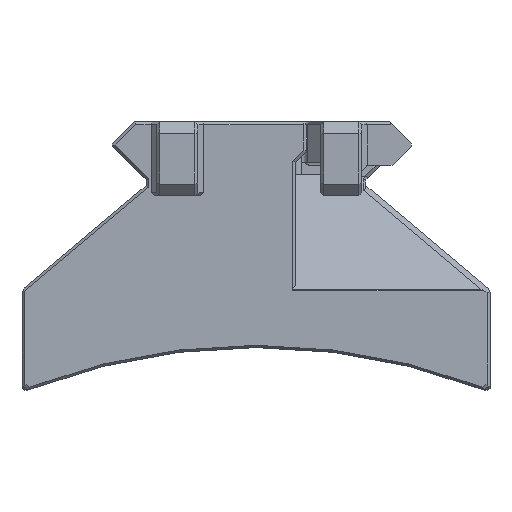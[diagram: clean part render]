
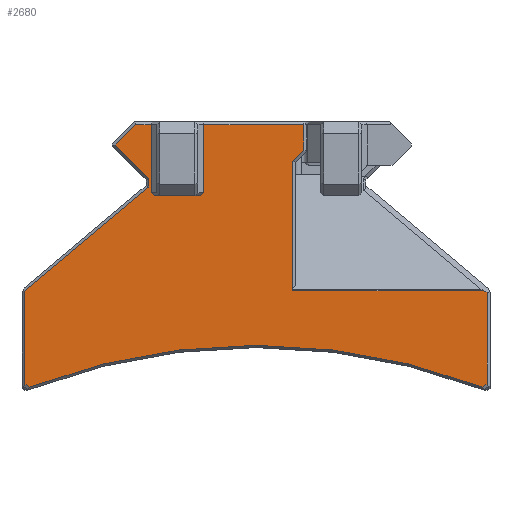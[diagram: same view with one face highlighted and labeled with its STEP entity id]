
A CAD part, front view. The second image highlights one B-rep face of the part: STEP entity #2680.
In plain terms, the highlighted planar face has unit normal (0, -1, 0).
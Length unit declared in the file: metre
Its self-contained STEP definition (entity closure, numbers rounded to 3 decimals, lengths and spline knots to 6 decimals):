
#36=CIRCLE('',#2853,0.1085);
#53=B_SPLINE_CURVE_WITH_KNOTS('',3,(#3702,#3703,#3704,#3705),
 .UNSPECIFIED.,.F.,.F.,(4,4),(0.,1.),.UNSPECIFIED.);
#54=B_SPLINE_CURVE_WITH_KNOTS('',3,(#3709,#3710,#3711,#3712),
 .UNSPECIFIED.,.F.,.F.,(4,4),(0.,1.),.UNSPECIFIED.);
#108=ORIENTED_EDGE('',*,*,#912,.T.);
#109=ORIENTED_EDGE('',*,*,#913,.T.);
#110=ORIENTED_EDGE('',*,*,#914,.T.);
#111=ORIENTED_EDGE('',*,*,#915,.T.);
#112=ORIENTED_EDGE('',*,*,#916,.T.);
#113=ORIENTED_EDGE('',*,*,#917,.T.);
#114=ORIENTED_EDGE('',*,*,#918,.T.);
#115=ORIENTED_EDGE('',*,*,#919,.T.);
#116=ORIENTED_EDGE('',*,*,#920,.T.);
#117=ORIENTED_EDGE('',*,*,#921,.T.);
#118=ORIENTED_EDGE('',*,*,#922,.T.);
#119=ORIENTED_EDGE('',*,*,#923,.T.);
#120=ORIENTED_EDGE('',*,*,#924,.T.);
#121=ORIENTED_EDGE('',*,*,#925,.F.);
#122=ORIENTED_EDGE('',*,*,#926,.T.);
#123=ORIENTED_EDGE('',*,*,#927,.T.);
#124=ORIENTED_EDGE('',*,*,#928,.T.);
#125=ORIENTED_EDGE('',*,*,#929,.T.);
#126=ORIENTED_EDGE('',*,*,#930,.T.);
#127=ORIENTED_EDGE('',*,*,#931,.T.);
#128=ORIENTED_EDGE('',*,*,#932,.T.);
#912=EDGE_CURVE('',#1314,#1315,#1559,.T.);
#913=EDGE_CURVE('',#1315,#1316,#53,.T.);
#914=EDGE_CURVE('',#1316,#1317,#36,.F.);
#915=EDGE_CURVE('',#1317,#1318,#54,.T.);
#916=EDGE_CURVE('',#1318,#1319,#1560,.T.);
#917=EDGE_CURVE('',#1319,#1320,#1561,.T.);
#918=EDGE_CURVE('',#1320,#1321,#1562,.T.);
#919=EDGE_CURVE('',#1321,#1322,#1563,.T.);
#920=EDGE_CURVE('',#1322,#1323,#1564,.T.);
#921=EDGE_CURVE('',#1323,#1324,#1565,.T.);
#922=EDGE_CURVE('',#1324,#1325,#1566,.T.);
#923=EDGE_CURVE('',#1325,#1326,#1567,.T.);
#924=EDGE_CURVE('',#1326,#1327,#1568,.T.);
#925=EDGE_CURVE('',#1328,#1327,#1569,.T.);
#926=EDGE_CURVE('',#1328,#1329,#1570,.F.);
#927=EDGE_CURVE('',#1329,#1330,#1571,.T.);
#928=EDGE_CURVE('',#1330,#1331,#1572,.T.);
#929=EDGE_CURVE('',#1331,#1332,#1573,.T.);
#930=EDGE_CURVE('',#1332,#1333,#1574,.T.);
#931=EDGE_CURVE('',#1333,#1334,#1575,.T.);
#932=EDGE_CURVE('',#1334,#1314,#1576,.T.);
#1314=VERTEX_POINT('',#3700);
#1315=VERTEX_POINT('',#3701);
#1316=VERTEX_POINT('',#3706);
#1317=VERTEX_POINT('',#3708);
#1318=VERTEX_POINT('',#3713);
#1319=VERTEX_POINT('',#3715);
#1320=VERTEX_POINT('',#3717);
#1321=VERTEX_POINT('',#3719);
#1322=VERTEX_POINT('',#3721);
#1323=VERTEX_POINT('',#3723);
#1324=VERTEX_POINT('',#3725);
#1325=VERTEX_POINT('',#3727);
#1326=VERTEX_POINT('',#3729);
#1327=VERTEX_POINT('',#3731);
#1328=VERTEX_POINT('',#3733);
#1329=VERTEX_POINT('',#3735);
#1330=VERTEX_POINT('',#3737);
#1331=VERTEX_POINT('',#3739);
#1332=VERTEX_POINT('',#3741);
#1333=VERTEX_POINT('',#3743);
#1334=VERTEX_POINT('',#3745);
#1559=LINE('',#3699,#1896);
#1560=LINE('',#3714,#1897);
#1561=LINE('',#3716,#1898);
#1562=LINE('',#3718,#1899);
#1563=LINE('',#3720,#1900);
#1564=LINE('',#3722,#1901);
#1565=LINE('',#3724,#1902);
#1566=LINE('',#3726,#1903);
#1567=LINE('',#3728,#1904);
#1568=LINE('',#3730,#1905);
#1569=LINE('',#3732,#1906);
#1570=LINE('',#3734,#1907);
#1571=LINE('',#3736,#1908);
#1572=LINE('',#3738,#1909);
#1573=LINE('',#3740,#1910);
#1574=LINE('',#3742,#1911);
#1575=LINE('',#3744,#1912);
#1576=LINE('',#3746,#1913);
#1896=VECTOR('',#3028,1.);
#1897=VECTOR('',#3031,1.);
#1898=VECTOR('',#3032,1.);
#1899=VECTOR('',#3033,1.);
#1900=VECTOR('',#3034,1.);
#1901=VECTOR('',#3035,1.);
#1902=VECTOR('',#3036,1.);
#1903=VECTOR('',#3037,1.);
#1904=VECTOR('',#3038,1.);
#1905=VECTOR('',#3039,1.);
#1906=VECTOR('',#3040,1.);
#1907=VECTOR('',#3041,1.);
#1908=VECTOR('',#3042,1.);
#1909=VECTOR('',#3043,1.);
#1910=VECTOR('',#3044,1.);
#1911=VECTOR('',#3045,1.);
#1912=VECTOR('',#3046,1.);
#1913=VECTOR('',#3047,1.);
#2227=EDGE_LOOP('',(#108,#109,#110,#111,#112,#113,#114,#115,#116,#117,#118,
#119,#120,#121,#122,#123,#124,#125,#126,#127,#128));
#2386=FACE_BOUND('',#2227,.T.);
#2545=PLANE('',#2852);
#2680=ADVANCED_FACE('',(#2386),#2545,.T.);
#2852=AXIS2_PLACEMENT_3D('',#3698,#3026,#3027);
#2853=AXIS2_PLACEMENT_3D('',#3707,#3029,#3030);
#3026=DIRECTION('',(0.,-1.,0.));
#3027=DIRECTION('',(1.,0.,0.));
#3028=DIRECTION('',(0.,0.,-1.));
#3029=DIRECTION('',(0.,-1.,0.));
#3030=DIRECTION('',(0.,0.,-1.));
#3031=DIRECTION('',(0.,0.,1.));
#3032=DIRECTION('',(-0.899,0.,0.439));
#3033=DIRECTION('',(-1.,0.,0.));
#3034=DIRECTION('',(0.,0.,1.));
#3035=DIRECTION('',(0.707,0.,0.707));
#3036=DIRECTION('',(0.,0.,1.));
#3037=DIRECTION('',(-1.,0.,0.));
#3038=DIRECTION('',(0.,0.,-1.));
#3039=DIRECTION('',(-0.816,0.,-0.577));
#3040=DIRECTION('',(1.,0.,0.));
#3041=DIRECTION('',(0.816,0.,-0.577));
#3042=DIRECTION('',(0.,0.,1.));
#3043=DIRECTION('',(-1.,0.,0.));
#3044=DIRECTION('',(-0.707,0.,-0.707));
#3045=DIRECTION('',(0.707,0.,-0.707));
#3046=DIRECTION('',(0.,0.,-1.));
#3047=DIRECTION('',(-0.766,0.,-0.643));
#3698=CARTESIAN_POINT('',(-0.007201,-0.06,-0.001219));
#3699=CARTESIAN_POINT('',(-0.0395,-0.06,-0.037469));
#3700=CARTESIAN_POINT('',(-0.0395,-0.06,-0.020022));
#3701=CARTESIAN_POINT('',(-0.0395,-0.06,-0.035936));
#3702=CARTESIAN_POINT('',(-0.0395,-0.06,-0.035936));
#3703=CARTESIAN_POINT('',(-0.039227,-0.06,-0.036097));
#3704=CARTESIAN_POINT('',(-0.038953,-0.06,-0.036257));
#3705=CARTESIAN_POINT('',(-0.03868,-0.06,-0.036418));
#3706=CARTESIAN_POINT('',(-0.03868,-0.06,-0.036418));
#3707=CARTESIAN_POINT('',(0.,-0.06,-0.137789));
#3708=CARTESIAN_POINT('',(0.03868,-0.06,-0.036418));
#3709=CARTESIAN_POINT('',(0.03868,-0.06,-0.036418));
#3710=CARTESIAN_POINT('',(0.038953,-0.06,-0.036257));
#3711=CARTESIAN_POINT('',(0.039227,-0.06,-0.036097));
#3712=CARTESIAN_POINT('',(0.0395,-0.06,-0.035936));
#3713=CARTESIAN_POINT('',(0.0395,-0.06,-0.035936));
#3714=CARTESIAN_POINT('',(0.0395,-0.06,-0.001219));
#3715=CARTESIAN_POINT('',(0.0395,-0.06,-0.020234));
#3716=CARTESIAN_POINT('',(-0.005705,-0.06,0.001845));
#3717=CARTESIAN_POINT('',(0.038898,-0.06,-0.01994));
#3718=CARTESIAN_POINT('',(-0.007201,-0.06,-0.01994));
#3719=CARTESIAN_POINT('',(0.00625,-0.06,-0.01994));
#3720=CARTESIAN_POINT('',(0.00625,-0.06,0.00195));
#3721=CARTESIAN_POINT('',(0.00625,-0.06,0.002157));
#3722=CARTESIAN_POINT('',(0.008296,-0.06,0.004203));
#3723=CARTESIAN_POINT('',(0.00815,-0.06,0.004057));
#3724=CARTESIAN_POINT('',(0.00815,-0.06,-0.001219));
#3725=CARTESIAN_POINT('',(0.00815,-0.06,0.00845));
#3726=CARTESIAN_POINT('',(-0.009636,-0.06,0.00845));
#3727=CARTESIAN_POINT('',(-0.008928,-0.06,0.00845));
#3728=CARTESIAN_POINT('',(-0.008928,-0.06,-0.001219));
#3729=CARTESIAN_POINT('',(-0.008928,-0.06,-0.00325));
#3730=CARTESIAN_POINT('',(-0.013733,-0.06,-0.006648));
#3731=CARTESIAN_POINT('',(-0.009636,-0.06,-0.00375));
#3732=CARTESIAN_POINT('',(-0.016928,-0.06,-0.00375));
#3733=CARTESIAN_POINT('',(-0.017221,-0.06,-0.00375));
#3734=CARTESIAN_POINT('',(-0.015457,-0.06,-0.004998));
#3735=CARTESIAN_POINT('',(-0.017928,-0.06,-0.00325));
#3736=CARTESIAN_POINT('',(-0.017928,-0.06,0.00895));
#3737=CARTESIAN_POINT('',(-0.017928,-0.06,0.00845));
#3738=CARTESIAN_POINT('',(-0.02075,-0.06,0.00845));
#3739=CARTESIAN_POINT('',(-0.020543,-0.06,0.00845));
#3740=CARTESIAN_POINT('',(-0.018706,-0.06,0.010286));
#3741=CARTESIAN_POINT('',(-0.024043,-0.06,0.00495));
#3742=CARTESIAN_POINT('',(-0.012538,-0.06,-0.006555));
#3743=CARTESIAN_POINT('',(-0.0183,-0.06,-0.000793));
#3744=CARTESIAN_POINT('',(-0.0183,-0.06,-0.002));
#3745=CARTESIAN_POINT('',(-0.0183,-0.06,-0.002233));
#3746=CARTESIAN_POINT('',(-0.039679,-0.06,-0.020172));
